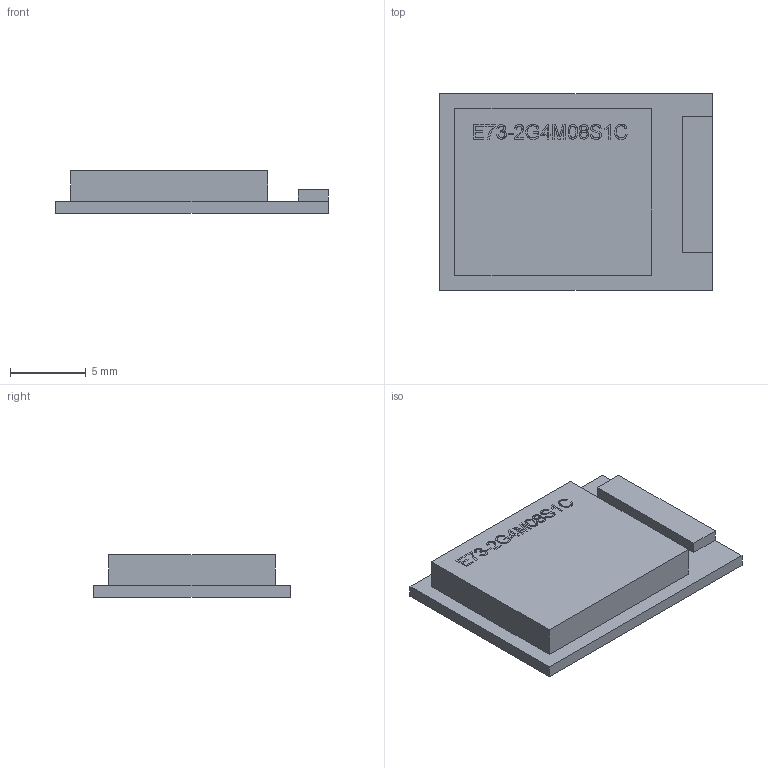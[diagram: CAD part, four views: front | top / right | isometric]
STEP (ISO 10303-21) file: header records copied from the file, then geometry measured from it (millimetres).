
FILE_DESCRIPTION(('FreeCAD Model'),'2;1');
FILE_NAME('E73-2G4M08S1C.step','2020-03-07T15:18:19',('Author'),(''), 'Open CASCADE STEP processor 7.2','FreeCAD','Unknown');
FILE_SCHEMA(('AUTOMOTIVE_DESIGN { 1 0 10303 214 1 1 1 1 }'));
Length unit declared in the file: millimetre
Products named in the file (4): ShapeString; Antenna; Shield; PCB
Bounding box: 18 x 13 x 2.81 mm (x, y, z)
Volume: 486.7 mm3; surface area: 955.2 mm2
Topology: 3 solids, 16 shells, 31 faces, 292 edges, 280 vertices
Faces by surface type: plane 31
Entity records: 5094 total; most frequent: CARTESIAN_POINT 1676, B_SPLINE_CURVE_WITH_KNOTS 372, ORIENTED_EDGE 328, PCURVE 328, DEFINITIONAL_REPRESENTATION 328, DIRECTION 312, EDGE_CURVE 292, SURFACE_CURVE 292
